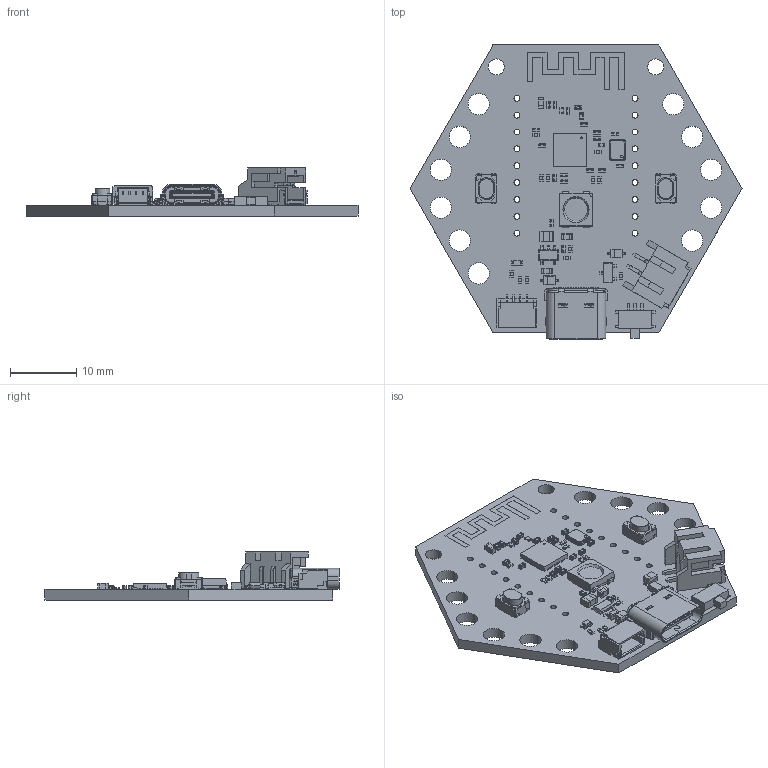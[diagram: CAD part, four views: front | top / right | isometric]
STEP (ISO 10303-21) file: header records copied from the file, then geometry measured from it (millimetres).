
FILE_DESCRIPTION (( 'STEP AP214' ), '1' );
FILE_NAME ('DYG.step', '2022-08-31T13:59:41', ( '' ), ( '' ), 'SwSTEP 2.0', 'SolidWorks 2021', '' );
FILE_SCHEMA (( 'AUTOMOTIVE_DESIGN' ));
Length unit declared in the file: millimetre
Products named in the file (87): D4layout.step; U2layout.step; USB4105--3DModel-STEP-56544.step; C3layout.step; housing.step; C0402-1.step; DYG; 1655--3DModel-STEP-56544.step; R9layout.step; P4layout.step; USB4105.step; Boardlayout.step; C15layout.step; 1-5.step; C18layout.step; cover.step; C0402-3.step; C17layout.step; R1layout.step; User_Library-Chip_Inductor.step; D2layout.step; R10layout.step; P2layout.step; 45645.step; C0402-0.step; R5layout.step; base.step; R12layout.step; C9layout.step; C0402-4.step; R11layout.step; C14layout.step; Q1layout.step; L1layout.step; KLS7-MSS-1290CP.step; 45645-7.step; SM04B-SRSS-TB(LF)(SN)--3DModel-STEP-56544.step; User_Library-SOD323-1.step; Polarity_Mark.step; C13layout.step ...
Assembly tree (206 placements, depth 5):
  DYG
    DY_Wearable_mpv1.0_Product_StepModel_2022-08-30.step
      P2layout.step
        S2B-PH-SM4-TB(LF)(SN)--3DModel-STEP-56544.step
      D3layout.step
        User_Library-SOD323-1.step
      D1layout.step
        User_Library-SOD323-1.step
      U2layout.step
        ESP32-C3FN4.step
      C21layout.step
        C0402.step
        C0402-0.step
        C0402-1.step
        C0402-2.step
        C0402-3.step
        C0402-4.step
      Y1layout.step
        User_Library-3225-1.step
      U1layout.step
        User_Library-tsot-23-5.step
      S3layout.step
        PTS815SJM250SMTRLFS.step
          1.step
          1-5.step
          1-6.step
      S2layout.step
        PTS815SJM250SMTRLFS.step
          1.step
          1-5.step
          1-6.step
      R11layout.step
        User_Library-d0402h025.step
      R13layout.step
        User_Library-d0402h025.step
      R10layout.step
        User_Library-d0402h025.step
      R8layout.step
        User_Library-d0402h025.step
      R5layout.step
        User_Library-d0402h025.step
      R7layout.step
        User_Library-d0402h025.step
      R6layout.step
        User_Library-d0402h025.step
      R9layout.step
        User_Library-d0402h025.step
      R4layout.step
        User_Library-d0402h025.step
      R3layout.step
        User_Library-d0402h025.step
      R2layout.step
        User_Library-d0402h025.step
      R1layout.step
        User_Library-d0402h025.step
      P5layout.step
        SM04B-SRSS-TB(LF)(SN)--3DModel-STEP-56544.step
      P4layout.step
        USB4105--3DModel-STEP-56544.step
          USB4105.step
Bounding box: 50 x 44.28 x 7.25 mm (x, y, z)
Volume: 2860.5 mm3; surface area: 5678.4 mm2
Topology: 247 solids, 249 shells, 6644 faces, 16828 edges, 10214 vertices
Faces by surface type: plane 4196, cylinder 1756, sphere 460, torus 148, bspline 48, cone 36
Entity records: 100418 total; most frequent: CARTESIAN_POINT 19650, ORIENTED_EDGE 15946, DIRECTION 15223, EDGE_CURVE 7991, VECTOR 5743, LINE 5743, VERTEX_POINT 5174, AXIS2_PLACEMENT_3D 4740
